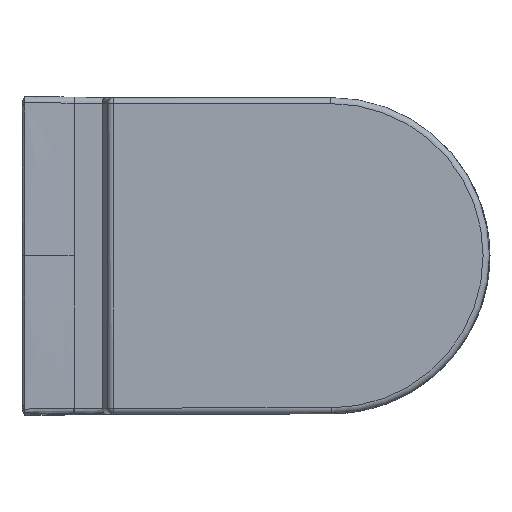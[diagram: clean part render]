
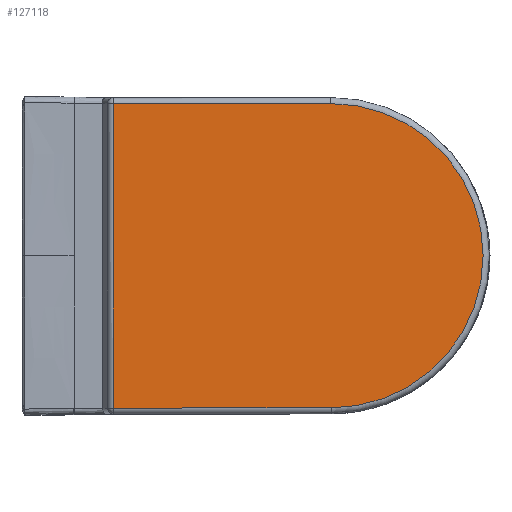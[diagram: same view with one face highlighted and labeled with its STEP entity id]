
A CAD part, top view. The second image highlights one B-rep face of the part: STEP entity #127118.
In plain terms, the highlighted planar face has unit normal (0, 0, 1).
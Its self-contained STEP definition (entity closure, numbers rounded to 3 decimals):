
#126799=CARTESIAN_POINT('',(284.026,3.553,42.0));
#126800=VERTEX_POINT('',#126799);
#126832=CARTESIAN_POINT('',(284.024,-347.447,42.0));
#126833=VERTEX_POINT('',#126832);
#126867=CARTESIAN_POINT('',(33.017,-347.445,42.0));
#126868=VERTEX_POINT('',#126867);
#126885=CARTESIAN_POINT('',(284.024,-347.447,42.0));
#126886=DIRECTION('',(-1.,0.,0.0));
#126887=VECTOR('',#126886,251.007);
#126888=LINE('',#126885,#126887);
#126889=EDGE_CURVE('',#126833,#126868,#126888,.T.);
#126899=CARTESIAN_POINT('',(33.019,3.555,42.0));
#126900=VERTEX_POINT('',#126899);
#126916=CARTESIAN_POINT('',(33.018,-171.945,42.0));
#126917=DIRECTION('',(0.0,0.0,-1.));
#126918=DIRECTION('',(-1.,0.,0.0));
#126919=AXIS2_PLACEMENT_3D('',#126916,#126917,#126918);
#126920=CIRCLE('',#126919,175.5);
#126921=EDGE_CURVE('',#126868,#126900,#126920,.T.);
#126934=CARTESIAN_POINT('',(33.019,3.555,42.0));
#126935=DIRECTION('',(1.,0.,0.0));
#126936=VECTOR('',#126935,251.007);
#126937=LINE('',#126934,#126936);
#126938=EDGE_CURVE('',#126900,#126800,#126937,.T.);
#127003=CARTESIAN_POINT('',(284.026,3.553,42.0));
#127004=DIRECTION('',(0.,-1.,0.0));
#127005=VECTOR('',#127004,351.);
#127006=LINE('',#127003,#127005);
#127007=EDGE_CURVE('',#126800,#126833,#127006,.T.);
#127107=CARTESIAN_POINT('',(137.122,-171.946,42.0));
#127108=DIRECTION('',(0.0,0.0,1.0));
#127109=DIRECTION('',(1.0,0.0,0.0));
#127110=AXIS2_PLACEMENT_3D('',#127107,#127108,#127109);
#127111=PLANE('',#127110);
#127112=ORIENTED_EDGE('',*,*,#126889,.F.);
#127113=ORIENTED_EDGE('',*,*,#127007,.F.);
#127114=ORIENTED_EDGE('',*,*,#126938,.F.);
#127115=ORIENTED_EDGE('',*,*,#126921,.F.);
#127116=EDGE_LOOP('',(#127112,#127113,#127114,#127115));
#127117=FACE_OUTER_BOUND('',#127116,.T.);
#127118=ADVANCED_FACE('',(#127117),#127111,.T.);
